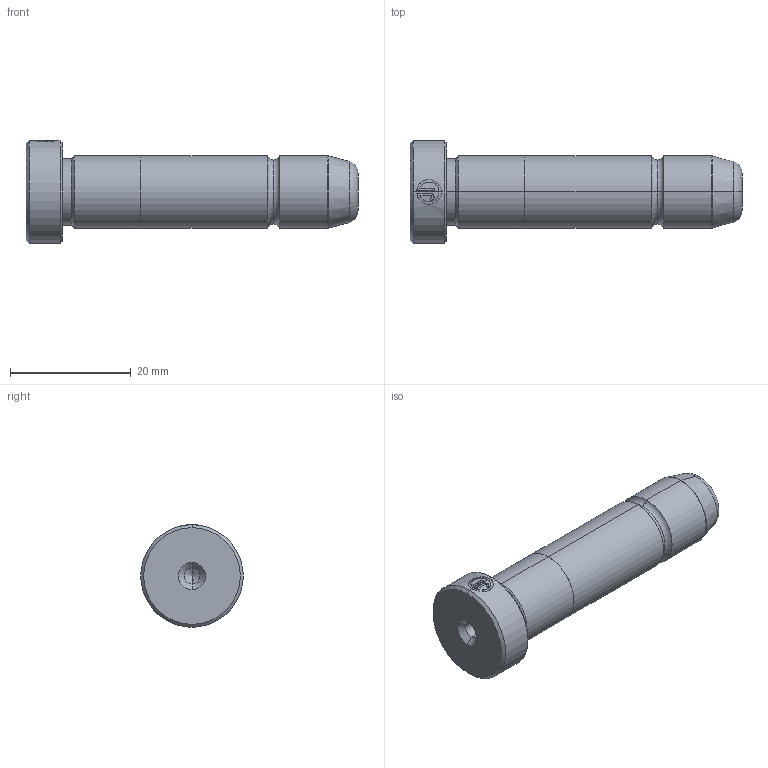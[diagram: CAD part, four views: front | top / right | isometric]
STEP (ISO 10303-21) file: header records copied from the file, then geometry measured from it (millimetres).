
FILE_DESCRIPTION (( 'STEP AP214' ), '1' );
FILE_NAME ('GPA-d12-L55.step', '2021-11-02T06:06:20', ( 'User' ), ( 'china' ), 'SwSTEP 2.0', 'SolidWorks 2016', '' );
FILE_SCHEMA (( 'AUTOMOTIVE_DESIGN' ));
Length unit declared in the file: millimetre
Products named in the file (1): GPA-d12-L55
Bounding box: 55 x 17 x 17 mm (x, y, z)
Volume: 6618.2 mm3; surface area: 2656.6 mm2
Topology: 1 solids, 1 shells, 68 faces, 156 edges, 92 vertices
Faces by surface type: cylinder 27, cone 18, plane 13, torus 10
Entity records: 2098 total; most frequent: CARTESIAN_POINT 561, DIRECTION 326, ORIENTED_EDGE 304, EDGE_CURVE 152, AXIS2_PLACEMENT_3D 133, VERTEX_POINT 92, EDGE_LOOP 74, ADVANCED_FACE 68
